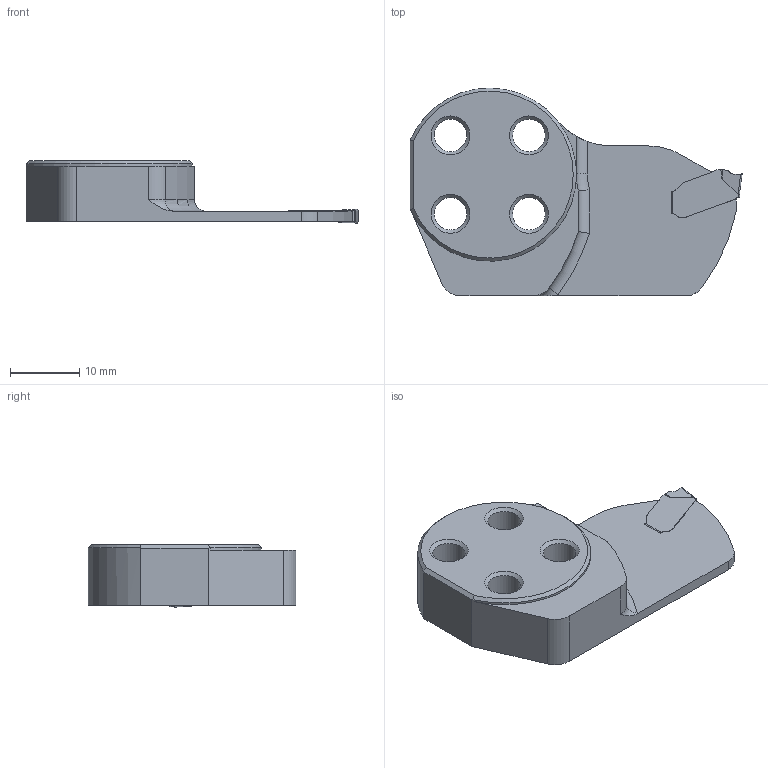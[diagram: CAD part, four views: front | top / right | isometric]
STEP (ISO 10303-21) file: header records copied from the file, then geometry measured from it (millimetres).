
FILE_DESCRIPTION(/* description */ (''),/* implementation_level */ '2;1');
FILE_NAME(/* name */ 'toolassembly_1.stp',/* time_stamp */ '2019-12-23T11:42:58+01:00',/* author */ (''),/* organization */ ('SMS'),/* preprocessor_version */ 'ST-DEVELOPER v16.7',/* originating_system */ 'SIEMENS PLM Software NX 12.0',/* authorisation */ '');
FILE_SCHEMA (('AUTOMOTIVE_DESIGN { 1 0 10303 214 3 1 1 1 }'));
Length unit declared in the file: millimetre
Products named in the file (4): ASSEMBLY_CONSTRUCTION; CUT_20191223114230; NOCUT_20191223114134; TOOLASSEMBLY_1
Assembly tree (3 placements, depth 2):
  TOOLASSEMBLY_1
    NOCUT_20191223114134
    CUT_20191223114230
    ASSEMBLY_CONSTRUCTION
Bounding box: 47.9 x 29.99 x 9 mm (x, y, z)
Volume: 4835.7 mm3; surface area: 3572.3 mm2
Topology: 2 solids, 2 shells, 109 faces, 306 edges, 221 vertices
Faces by surface type: cylinder 46, plane 42, extrusion 9, torus 5, cone 5, bspline 2
Full cylindrical faces by diameter (mm): 4.7 x4, 7.5 x4
Entity records: 4162 total; most frequent: CARTESIAN_POINT 1154, DIRECTION 601, ORIENTED_EDGE 562, EDGE_CURVE 281, AXIS2_PLACEMENT_3D 226, VERTEX_POINT 192, VECTOR 149, LINE 140
